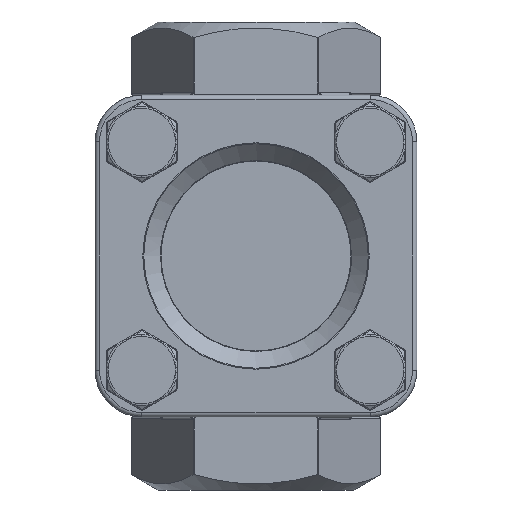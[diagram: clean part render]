
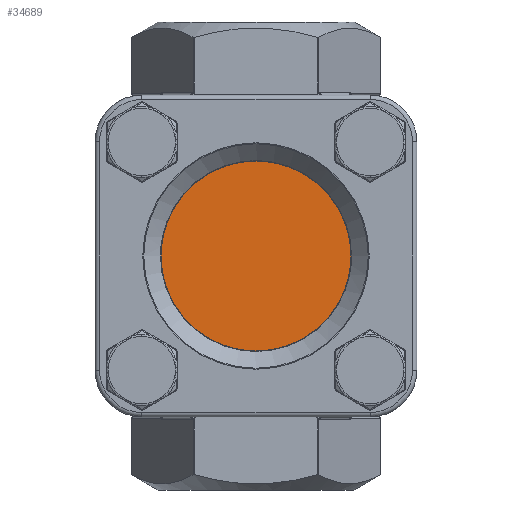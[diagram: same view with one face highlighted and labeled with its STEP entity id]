
A CAD part, front view. The second image highlights one B-rep face of the part: STEP entity #34689.
In plain terms, the highlighted planar face has unit normal (0, -1, 0).
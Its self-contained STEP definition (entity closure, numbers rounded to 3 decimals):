
#34619=CARTESIAN_POINT('',(40.,-47.7,0.));
#34620=VERTEX_POINT('',#34619);
#34621=CARTESIAN_POINT('',(-40.,-47.7,0.));
#34622=VERTEX_POINT('',#34621);
#34623=CARTESIAN_POINT('',(0.,-47.7,0.));
#34624=DIRECTION('',(-0.,-1.,0.));
#34625=DIRECTION('',(-1.,0.,0.));
#34626=AXIS2_PLACEMENT_3D('',#34623,#34624,#34625);
#34627=CIRCLE('',#34626,40.);
#34628=EDGE_CURVE('NONE',#34620,#34622,#34627,.T.);
#34662=CARTESIAN_POINT('',(0.,-47.7,0.));
#34663=DIRECTION('',(-0.,-1.,0.));
#34664=DIRECTION('',(-1.,0.,0.));
#34665=AXIS2_PLACEMENT_3D('',#34662,#34663,#34664);
#34666=CIRCLE('',#34665,40.);
#34667=EDGE_CURVE('NONE',#34622,#34620,#34666,.T.);
#34680=CARTESIAN_POINT('',(0.,-47.7,0.));
#34681=DIRECTION('',(0.,-1.,0.));
#34682=DIRECTION('',(1.,0.,0.));
#34683=AXIS2_PLACEMENT_3D('',#34680,#34681,#34682);
#34684=PLANE('',#34683);
#34685=ORIENTED_EDGE('',*,*,#34667,.T.);
#34686=ORIENTED_EDGE('',*,*,#34628,.T.);
#34687=EDGE_LOOP('',(#34685,#34686));
#34688=FACE_BOUND('',#34687,.T.);
#34689=ADVANCED_FACE('NONE',(#34688),#34684,.T.);
